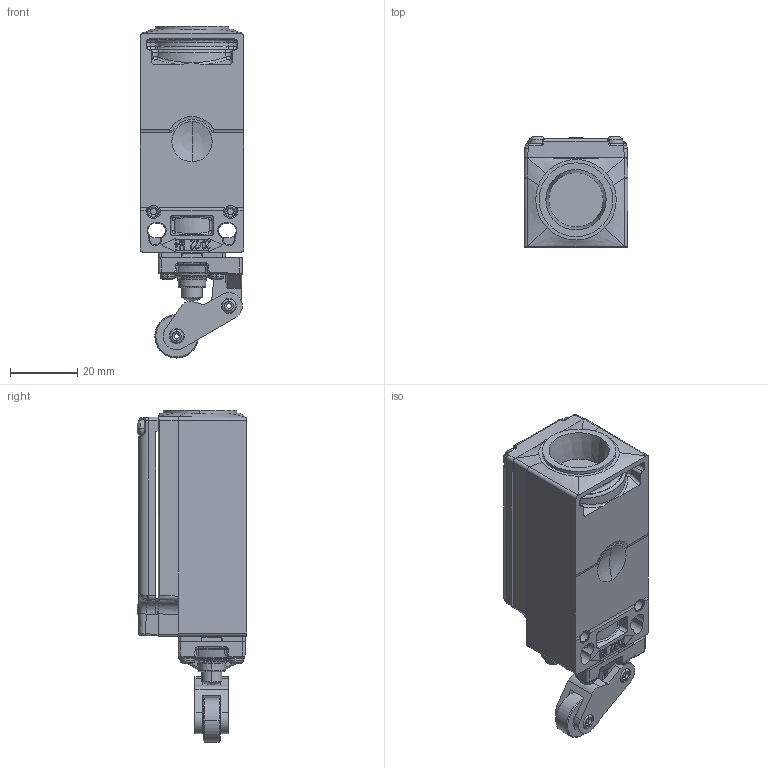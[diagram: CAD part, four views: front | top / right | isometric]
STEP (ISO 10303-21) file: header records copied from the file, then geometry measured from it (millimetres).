
FILE_DESCRIPTION((''),'2;1');
FILE_NAME('1336662_SW0002','2016-06-03T',('sharbsmeier'),('.steute Schaltgeräte GmbH, Löhne'),'PRO/ENGINEER BY PARAMETRIC TECHNOLOGY CORPORATION, 2015070','PRO/ENGINEER BY PARAMETRIC TECHNOLOGY CORPORATION, 2015070','');
FILE_SCHEMA(('CONFIG_CONTROL_DESIGN'));
Length unit declared in the file: millimetre
Products named in the file (1): 1336662_SW0002
Bounding box: 31 x 32.75 x 99 mm (x, y, z)
Surface area: 17690.1 mm2 (no closed solid volume)
Topology: 0 solids, 52 shells, 760 faces, 3080 edges, 2292 vertices
Faces by surface type: plane 297, cylinder 204, bspline 144, torus 44, cone 43, sphere 28
Entity records: 38536 total; most frequent: CARTESIAN_POINT 14575, ORIENTED_EDGE 4600, DIRECTION 4542, EDGE_CURVE 3032, VERTEX_POINT 2338, VECTOR 1928, LINE 1928, AXIS2_PLACEMENT_3D 1307
